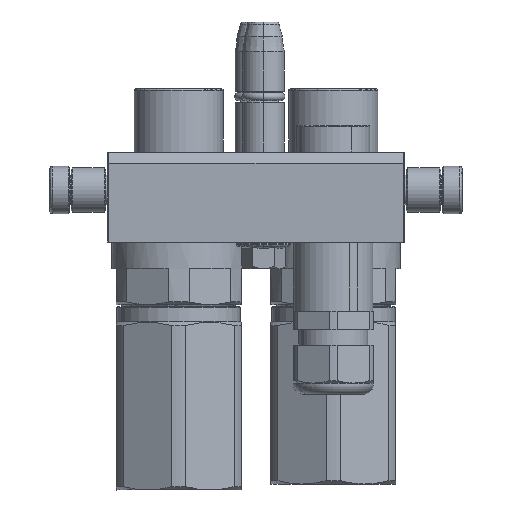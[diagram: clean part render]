
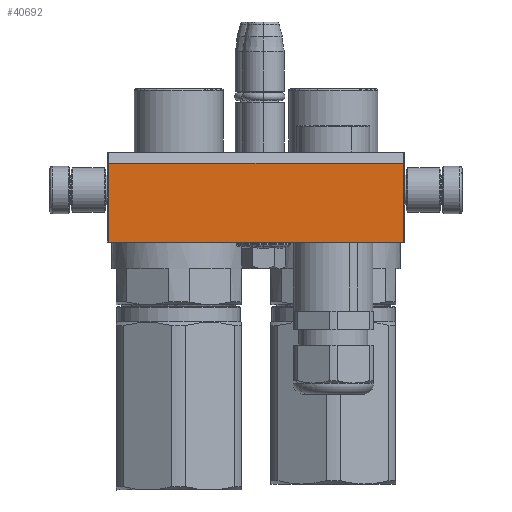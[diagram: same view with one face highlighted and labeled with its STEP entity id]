
A CAD part, left-side view. The second image highlights one B-rep face of the part: STEP entity #40692.
In plain terms, the highlighted face is planar.
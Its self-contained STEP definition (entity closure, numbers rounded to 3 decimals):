
#2083 = VERTEX_POINT ( 'NONE', #54158 ) ;
#3913 = DIRECTION ( 'NONE',  ( 0., 1., 0. ) ) ;
#13977 = DIRECTION ( 'NONE',  ( 1., 0., 0. ) ) ;
#15070 = CARTESIAN_POINT ( 'NONE',  ( 49.5, -15., 56. ) ) ;
#19869 = PLANE ( 'NONE',  #44089 ) ;
#20739 = CARTESIAN_POINT ( 'NONE',  ( 49.5, -15., 56. ) ) ;
#20795 = ORIENTED_EDGE ( 'NONE', *, *, #32070, .T. ) ;
#23174 = DIRECTION ( 'NONE',  ( 0., 1., 0. ) ) ;
#28457 = ORIENTED_EDGE ( 'NONE', *, *, #41079, .F. ) ;
#29940 = DIRECTION ( 'NONE',  ( 1., 0., 0. ) ) ;
#30033 = LINE ( 'NONE', #38346, #30841 ) ;
#30841 = VECTOR ( 'NONE', #49101, 1000. ) ;
#31023 = EDGE_LOOP ( 'NONE', ( #46808, #20795, #57510, #28457 ) ) ;
#32070 = EDGE_CURVE ( 'NONE', #48040, #2083, #49227, .T. ) ;
#33183 = LINE ( 'NONE', #39424, #60453 ) ;
#34368 = EDGE_CURVE ( 'NONE', #50222, #48040, #30033, .T. ) ;
#36170 = CARTESIAN_POINT ( 'NONE',  ( -49.5, 11.536, 56. ) ) ;
#38346 = CARTESIAN_POINT ( 'NONE',  ( -49.5, -15., 56. ) ) ;
#39424 = CARTESIAN_POINT ( 'NONE',  ( -49.5, -15., 56. ) ) ;
#40692 = ADVANCED_FACE ( 'NONE', ( #49490 ), #19869, .T. ) ;
#41079 = EDGE_CURVE ( 'NONE', #50222, #59574, #33183, .T. ) ;
#42875 = CARTESIAN_POINT ( 'NONE',  ( -49.5, 11.536, 56. ) ) ;
#44089 = AXIS2_PLACEMENT_3D ( 'NONE', #58024, #46864, #29940 ) ;
#46808 = ORIENTED_EDGE ( 'NONE', *, *, #34368, .T. ) ;
#46864 = DIRECTION ( 'NONE',  ( 0., 0., 1. ) ) ;
#48040 = VERTEX_POINT ( 'NONE', #20739 ) ;
#49101 = DIRECTION ( 'NONE',  ( 1., 0., 0. ) ) ;
#49227 = LINE ( 'NONE', #15070, #60245 ) ;
#49490 = FACE_OUTER_BOUND ( 'NONE', #31023, .T. ) ;
#50222 = VERTEX_POINT ( 'NONE', #56626 ) ;
#54158 = CARTESIAN_POINT ( 'NONE',  ( 49.5, 11.536, 56. ) ) ;
#56626 = CARTESIAN_POINT ( 'NONE',  ( -49.5, -15., 56. ) ) ;
#57510 = ORIENTED_EDGE ( 'NONE', *, *, #64681, .F. ) ;
#58024 = CARTESIAN_POINT ( 'NONE',  ( -50., -15., 56. ) ) ;
#59574 = VERTEX_POINT ( 'NONE', #42875 ) ;
#60245 = VECTOR ( 'NONE', #3913, 1000. ) ;
#60453 = VECTOR ( 'NONE', #23174, 1000. ) ;
#61769 = LINE ( 'NONE', #36170, #66054 ) ;
#64681 = EDGE_CURVE ( 'NONE', #59574, #2083, #61769, .T. ) ;
#66054 = VECTOR ( 'NONE', #13977, 1000. ) ;
